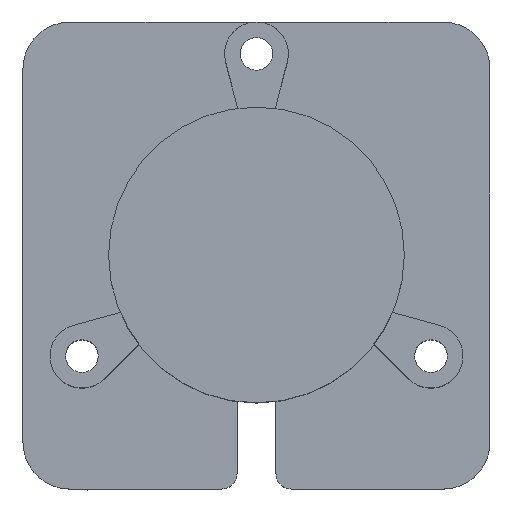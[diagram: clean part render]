
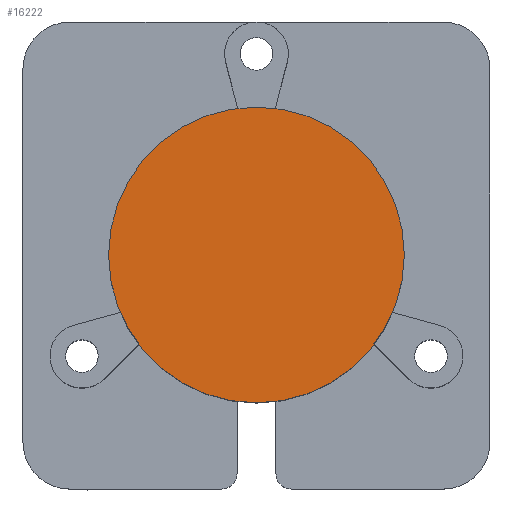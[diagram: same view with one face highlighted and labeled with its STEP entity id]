
A CAD part, top view. The second image highlights one B-rep face of the part: STEP entity #16222.
In plain terms, the highlighted planar face has unit normal (0, 0, 1).
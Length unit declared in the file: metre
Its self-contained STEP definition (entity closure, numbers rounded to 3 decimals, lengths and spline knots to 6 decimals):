
#3385=ORIENTED_EDGE('',*,*,#8509,.T.);
#8509=EDGE_CURVE('',#11073,#11073,#12802,.T.);
#11073=VERTEX_POINT('',#23978);
#12802=CIRCLE('',#17248,0.0095);
#13834=EDGE_LOOP('',(#3385));
#14873=FACE_BOUND('',#13834,.T.);
#15906=PLANE('',#17250);
#16222=ADVANCED_FACE('',(#14873),#15906,.T.);
#17248=AXIS2_PLACEMENT_3D('',#23977,#19094,#19095);
#17250=AXIS2_PLACEMENT_3D('',#23980,#19098,#19099);
#19094=DIRECTION('',(0.,0.,1.));
#19095=DIRECTION('',(1.,0.,0.));
#19098=DIRECTION('',(0.,0.,1.));
#19099=DIRECTION('',(1.,0.,0.));
#23977=CARTESIAN_POINT('',(0.,0.,0.0236));
#23978=CARTESIAN_POINT('',(0.0095,0.,0.0236));
#23980=CARTESIAN_POINT('',(0.,0.,0.0236));
